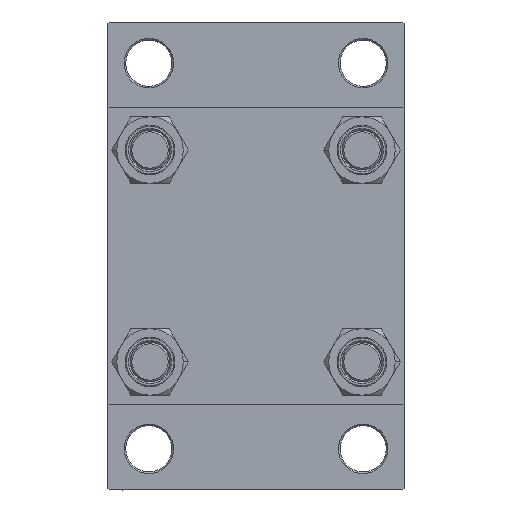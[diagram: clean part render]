
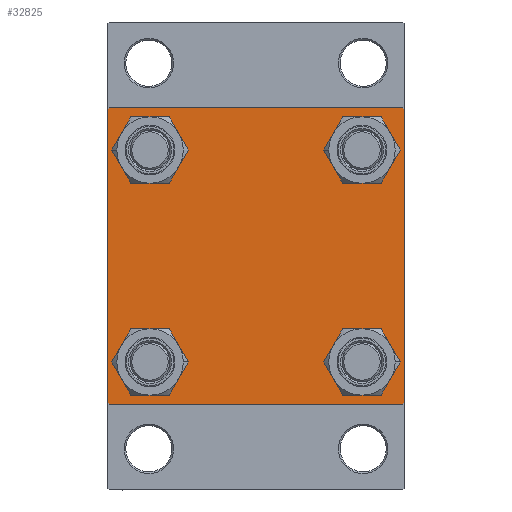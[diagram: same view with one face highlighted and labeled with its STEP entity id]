
A CAD part, left-side view. The second image highlights one B-rep face of the part: STEP entity #32825.
In plain terms, the highlighted planar face has unit normal (-1, 0, 0).
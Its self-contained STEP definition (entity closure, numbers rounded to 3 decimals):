
#25 = EDGE_LOOP ( 'NONE', ( #6810, #13885 ) ) ;
#248 = LINE ( 'NONE', #18627, #40462 ) ;
#329 = EDGE_LOOP ( 'NONE', ( #43333, #28031, #18756, #3554, #22326, #16754, #44792, #5909 ) ) ;
#991 = DIRECTION ( 'NONE',  ( 1., 0., 0. ) ) ;
#1235 = DIRECTION ( 'NONE',  ( 0., 0., 1. ) ) ;
#2648 = CIRCLE ( 'NONE', #45350, 6.5 ) ;
#2788 = VERTEX_POINT ( 'NONE', #12961 ) ;
#3121 = VECTOR ( 'NONE', #4689, 1000. ) ;
#3154 = CARTESIAN_POINT ( 'NONE',  ( 0., -32.15, 32.15 ) ) ;
#3418 = CIRCLE ( 'NONE', #42315, 6.5 ) ;
#3483 = CARTESIAN_POINT ( 'NONE',  ( 0., -32.15, 25.65 ) ) ;
#3534 = DIRECTION ( 'NONE',  ( 0., 0., 1. ) ) ;
#3554 = ORIENTED_EDGE ( 'NONE', *, *, #40384, .T. ) ;
#3638 = EDGE_CURVE ( 'NONE', #21624, #17345, #45196, .T. ) ;
#4128 = VECTOR ( 'NONE', #30480, 1000. ) ;
#4601 = CARTESIAN_POINT ( 'NONE',  ( 0., 44.5, -45. ) ) ;
#4689 = DIRECTION ( 'NONE',  ( 0., 0.707, -0.707 ) ) ;
#5105 = CARTESIAN_POINT ( 'NONE',  ( 0., 32.15, 38.65 ) ) ;
#5679 = EDGE_LOOP ( 'NONE', ( #46929, #21970 ) ) ;
#5909 = ORIENTED_EDGE ( 'NONE', *, *, #14102, .T. ) ;
#5977 = CARTESIAN_POINT ( 'NONE',  ( 0., -32.15, -25.65 ) ) ;
#5986 = CARTESIAN_POINT ( 'NONE',  ( 0., -44.5, 45. ) ) ;
#6062 = CIRCLE ( 'NONE', #31237, 6.5 ) ;
#6351 = EDGE_CURVE ( 'NONE', #17345, #10115, #15876, .T. ) ;
#6493 = FACE_BOUND ( 'NONE', #25, .T. ) ;
#6603 = CARTESIAN_POINT ( 'NONE',  ( 0., 45., 45. ) ) ;
#6810 = ORIENTED_EDGE ( 'NONE', *, *, #44137, .T. ) ;
#7269 = AXIS2_PLACEMENT_3D ( 'NONE', #28632, #14787, #7627 ) ;
#7432 = CARTESIAN_POINT ( 'NONE',  ( 0., 0., 0. ) ) ;
#7627 = DIRECTION ( 'NONE',  ( 0., 0., 1. ) ) ;
#7900 = VECTOR ( 'NONE', #42890, 1000. ) ;
#7906 = VERTEX_POINT ( 'NONE', #5986 ) ;
#8143 = EDGE_CURVE ( 'NONE', #10115, #9134, #47135, .T. ) ;
#8166 = CARTESIAN_POINT ( 'NONE',  ( 0., 44.5, 45. ) ) ;
#8319 = EDGE_LOOP ( 'NONE', ( #34984, #41370 ) ) ;
#9134 = VERTEX_POINT ( 'NONE', #37332 ) ;
#10007 = ORIENTED_EDGE ( 'NONE', *, *, #46907, .T. ) ;
#10115 = VERTEX_POINT ( 'NONE', #4601 ) ;
#10179 = LINE ( 'NONE', #6603, #41607 ) ;
#10777 = DIRECTION ( 'NONE',  ( 1., 0., 0. ) ) ;
#11722 = CIRCLE ( 'NONE', #17034, 6.5 ) ;
#11775 = VERTEX_POINT ( 'NONE', #45628 ) ;
#12961 = CARTESIAN_POINT ( 'NONE',  ( 0., -45., -44.5 ) ) ;
#13672 = CARTESIAN_POINT ( 'NONE',  ( 0., -32.15, -32.15 ) ) ;
#13882 = DIRECTION ( 'NONE',  ( -1., 0., 0. ) ) ;
#13885 = ORIENTED_EDGE ( 'NONE', *, *, #46162, .T. ) ;
#14102 = EDGE_CURVE ( 'NONE', #23338, #21624, #19010, .T. ) ;
#14105 = VERTEX_POINT ( 'NONE', #19248 ) ;
#14202 = DIRECTION ( 'NONE',  ( 0., -1., 0. ) ) ;
#14787 = DIRECTION ( 'NONE',  ( 1., 0., 0. ) ) ;
#15529 = CARTESIAN_POINT ( 'NONE',  ( 0., 32.15, 32.15 ) ) ;
#15876 = LINE ( 'NONE', #30416, #34465 ) ;
#16530 = AXIS2_PLACEMENT_3D ( 'NONE', #13672, #24630, #43262 ) ;
#16754 = ORIENTED_EDGE ( 'NONE', *, *, #24830, .T. ) ;
#17034 = AXIS2_PLACEMENT_3D ( 'NONE', #33667, #991, #1235 ) ;
#17117 = CARTESIAN_POINT ( 'NONE',  ( 0., -45., 44.5 ) ) ;
#17251 = FACE_BOUND ( 'NONE', #5679, .T. ) ;
#17345 = VERTEX_POINT ( 'NONE', #44880 ) ;
#17349 = EDGE_CURVE ( 'NONE', #30222, #2788, #248, .T. ) ;
#17448 = EDGE_LOOP ( 'NONE', ( #10007, #29486 ) ) ;
#18627 = CARTESIAN_POINT ( 'NONE',  ( 0., -45., 45. ) ) ;
#18756 = ORIENTED_EDGE ( 'NONE', *, *, #8143, .T. ) ;
#19010 = LINE ( 'NONE', #26418, #3121 ) ;
#19155 = CARTESIAN_POINT ( 'NONE',  ( 0., 45., 44.5 ) ) ;
#19248 = CARTESIAN_POINT ( 'NONE',  ( 0., 32.15, -25.65 ) ) ;
#19344 = DIRECTION ( 'NONE',  ( 1., 0., 0. ) ) ;
#19462 = CIRCLE ( 'NONE', #7269, 6.5 ) ;
#19626 = CARTESIAN_POINT ( 'NONE',  ( 0., 32.15, 32.15 ) ) ;
#20210 = CIRCLE ( 'NONE', #25497, 6.5 ) ;
#20970 = CARTESIAN_POINT ( 'NONE',  ( 0., -32.15, 32.15 ) ) ;
#21163 = DIRECTION ( 'NONE',  ( 0., -1., 0. ) ) ;
#21598 = DIRECTION ( 'NONE',  ( 1., 0., 0. ) ) ;
#21624 = VERTEX_POINT ( 'NONE', #19155 ) ;
#21630 = LINE ( 'NONE', #29264, #7900 ) ;
#21970 = ORIENTED_EDGE ( 'NONE', *, *, #35035, .T. ) ;
#22326 = ORIENTED_EDGE ( 'NONE', *, *, #17349, .F. ) ;
#23338 = VERTEX_POINT ( 'NONE', #8166 ) ;
#24630 = DIRECTION ( 'NONE',  ( 1., 0., 0. ) ) ;
#24830 = EDGE_CURVE ( 'NONE', #30222, #7906, #44098, .T. ) ;
#25497 = AXIS2_PLACEMENT_3D ( 'NONE', #28068, #21598, #42859 ) ;
#26418 = CARTESIAN_POINT ( 'NONE',  ( 0., 44.75, 44.75 ) ) ;
#28031 = ORIENTED_EDGE ( 'NONE', *, *, #6351, .T. ) ;
#28068 = CARTESIAN_POINT ( 'NONE',  ( 0., 32.15, -32.15 ) ) ;
#28147 = CARTESIAN_POINT ( 'NONE',  ( 0., -32.15, -38.65 ) ) ;
#28625 = AXIS2_PLACEMENT_3D ( 'NONE', #7432, #13882, #32716 ) ;
#28632 = CARTESIAN_POINT ( 'NONE',  ( 0., 32.15, -32.15 ) ) ;
#29147 = FACE_OUTER_BOUND ( 'NONE', #329, .T. ) ;
#29264 = CARTESIAN_POINT ( 'NONE',  ( 0., -44.75, -44.75 ) ) ;
#29486 = ORIENTED_EDGE ( 'NONE', *, *, #35379, .T. ) ;
#30222 = VERTEX_POINT ( 'NONE', #17117 ) ;
#30416 = CARTESIAN_POINT ( 'NONE',  ( 0., 44.75, -44.75 ) ) ;
#30480 = DIRECTION ( 'NONE',  ( 0., 0.707, 0.707 ) ) ;
#31237 = AXIS2_PLACEMENT_3D ( 'NONE', #20970, #36208, #3534 ) ;
#31843 = VERTEX_POINT ( 'NONE', #5105 ) ;
#32179 = EDGE_CURVE ( 'NONE', #23338, #7906, #10179, .T. ) ;
#32485 = FACE_BOUND ( 'NONE', #8319, .T. ) ;
#32704 = VERTEX_POINT ( 'NONE', #38249 ) ;
#32716 = DIRECTION ( 'NONE',  ( 0., 0., 1. ) ) ;
#32825 = ADVANCED_FACE ( 'NONE', ( #32485, #17251, #6493, #47057, #29147 ), #35597, .T. ) ;
#33184 = DIRECTION ( 'NONE',  ( 0., 0., -1. ) ) ;
#33667 = CARTESIAN_POINT ( 'NONE',  ( 0., -32.15, -32.15 ) ) ;
#33887 = DIRECTION ( 'NONE',  ( 0., 0., 1. ) ) ;
#34203 = VERTEX_POINT ( 'NONE', #5977 ) ;
#34465 = VECTOR ( 'NONE', #44972, 1000. ) ;
#34984 = ORIENTED_EDGE ( 'NONE', *, *, #43737, .T. ) ;
#35035 = EDGE_CURVE ( 'NONE', #39976, #34203, #37092, .T. ) ;
#35379 = EDGE_CURVE ( 'NONE', #39096, #31843, #37908, .T. ) ;
#35597 = PLANE ( 'NONE',  #28625 ) ;
#35896 = VECTOR ( 'NONE', #44742, 1000. ) ;
#36208 = DIRECTION ( 'NONE',  ( 1., 0., 0. ) ) ;
#37092 = CIRCLE ( 'NONE', #16530, 6.5 ) ;
#37332 = CARTESIAN_POINT ( 'NONE',  ( 0., -44.5, -45. ) ) ;
#37631 = CARTESIAN_POINT ( 'NONE',  ( 0., -44.75, 44.75 ) ) ;
#37908 = CIRCLE ( 'NONE', #44012, 6.5 ) ;
#38249 = CARTESIAN_POINT ( 'NONE',  ( 0., -32.15, 38.65 ) ) ;
#38713 = EDGE_CURVE ( 'NONE', #39090, #32704, #6062, .T. ) ;
#38845 = DIRECTION ( 'NONE',  ( 1., 0., 0. ) ) ;
#39090 = VERTEX_POINT ( 'NONE', #3483 ) ;
#39096 = VERTEX_POINT ( 'NONE', #43577 ) ;
#39108 = VECTOR ( 'NONE', #14202, 1000. ) ;
#39420 = DIRECTION ( 'NONE',  ( 0., 0., 1. ) ) ;
#39880 = EDGE_CURVE ( 'NONE', #34203, #39976, #11722, .T. ) ;
#39976 = VERTEX_POINT ( 'NONE', #28147 ) ;
#40384 = EDGE_CURVE ( 'NONE', #9134, #2788, #21630, .T. ) ;
#40462 = VECTOR ( 'NONE', #33184, 1000. ) ;
#41370 = ORIENTED_EDGE ( 'NONE', *, *, #38713, .T. ) ;
#41382 = CARTESIAN_POINT ( 'NONE',  ( 0., 45., 45. ) ) ;
#41607 = VECTOR ( 'NONE', #21163, 1000. ) ;
#42315 = AXIS2_PLACEMENT_3D ( 'NONE', #3154, #10777, #39420 ) ;
#42859 = DIRECTION ( 'NONE',  ( 0., 0., 1. ) ) ;
#42890 = DIRECTION ( 'NONE',  ( 0., -0.707, 0.707 ) ) ;
#43262 = DIRECTION ( 'NONE',  ( 0., 0., 1. ) ) ;
#43333 = ORIENTED_EDGE ( 'NONE', *, *, #3638, .T. ) ;
#43577 = CARTESIAN_POINT ( 'NONE',  ( 0., 32.15, 25.65 ) ) ;
#43737 = EDGE_CURVE ( 'NONE', #32704, #39090, #3418, .T. ) ;
#44012 = AXIS2_PLACEMENT_3D ( 'NONE', #19626, #38845, #46032 ) ;
#44098 = LINE ( 'NONE', #37631, #4128 ) ;
#44137 = EDGE_CURVE ( 'NONE', #14105, #11775, #19462, .T. ) ;
#44742 = DIRECTION ( 'NONE',  ( 0., 0., -1. ) ) ;
#44792 = ORIENTED_EDGE ( 'NONE', *, *, #32179, .F. ) ;
#44880 = CARTESIAN_POINT ( 'NONE',  ( 0., 45., -44.5 ) ) ;
#44972 = DIRECTION ( 'NONE',  ( 0., -0.707, -0.707 ) ) ;
#45196 = LINE ( 'NONE', #41382, #35896 ) ;
#45350 = AXIS2_PLACEMENT_3D ( 'NONE', #15529, #19344, #33887 ) ;
#45628 = CARTESIAN_POINT ( 'NONE',  ( 0., 32.15, -38.65 ) ) ;
#46032 = DIRECTION ( 'NONE',  ( 0., 0., 1. ) ) ;
#46162 = EDGE_CURVE ( 'NONE', #11775, #14105, #20210, .T. ) ;
#46901 = CARTESIAN_POINT ( 'NONE',  ( 0., 45., -45. ) ) ;
#46907 = EDGE_CURVE ( 'NONE', #31843, #39096, #2648, .T. ) ;
#46929 = ORIENTED_EDGE ( 'NONE', *, *, #39880, .T. ) ;
#47057 = FACE_BOUND ( 'NONE', #17448, .T. ) ;
#47135 = LINE ( 'NONE', #46901, #39108 ) ;
